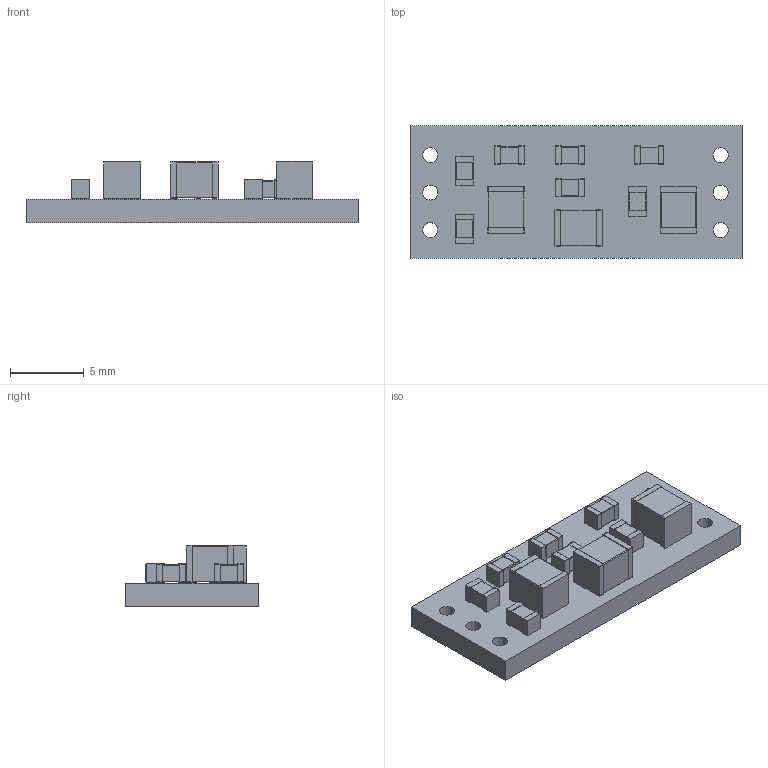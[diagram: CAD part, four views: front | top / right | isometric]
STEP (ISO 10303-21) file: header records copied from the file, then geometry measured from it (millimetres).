
FILE_DESCRIPTION(('KiCad electronic assembly'),'2;1');
FILE_NAME('BPF-1.step','2023-11-12T12:58:12',('Pcbnew'),('Kicad'), 'Open CASCADE STEP processor 7.5','KiCad to STEP converter','Unknown' );
FILE_SCHEMA(('AUTOMOTIVE_DESIGN { 1 0 10303 214 1 1 1 1 }'));
Length unit declared in the file: millimetre
Products named in the file (6): BPF-1 1; C_0805_2012Metric; SOLID; L_1210_3225Metric; Band_MODULE_V1_00 PCB
Assembly tree (13 placements, depth 3):
  BPF-1 1
    C_0805_2012Metric  x7
      SOLID
    L_1210_3225Metric  x3
      SOLID
    Band_MODULE_V1_00 PCB
Bounding box: 22.5 x 9 x 4.15 mm (x, y, z)
Volume: 393.5 mm3; surface area: 750.6 mm2
Topology: 11 solids, 11 shells, 292 faces, 750 edges, 500 vertices
Faces by surface type: plane 166, cylinder 126
Full cylindrical faces by diameter (mm): 1.02 x6
Entity records: 5048 total; most frequent: CARTESIAN_POINT 936, DIRECTION 710, LINE 402, VECTOR 402, ORIENTED_EDGE 348, PCURVE 348, DEFINITIONAL_REPRESENTATION 348, EDGE_CURVE 174
